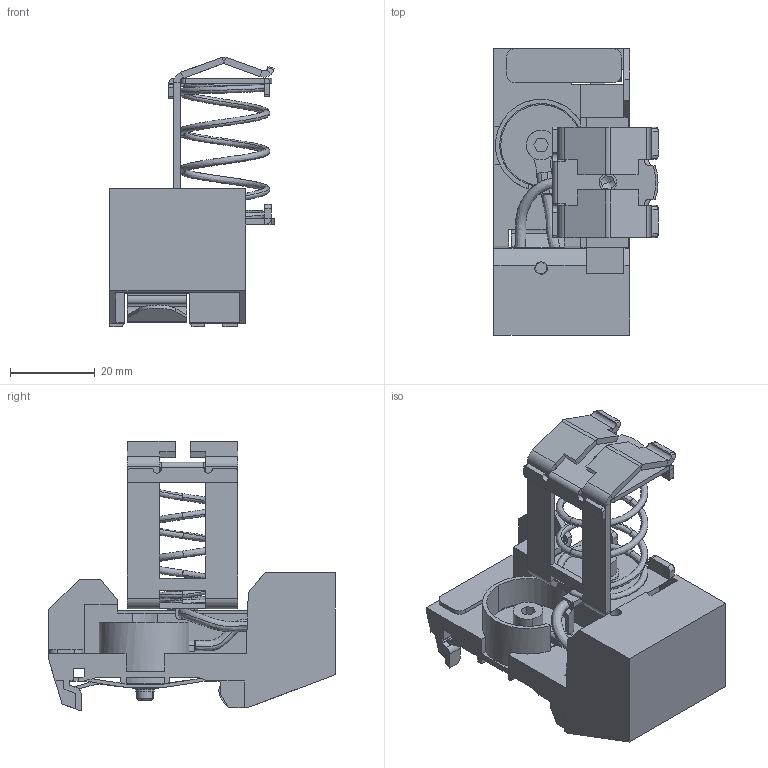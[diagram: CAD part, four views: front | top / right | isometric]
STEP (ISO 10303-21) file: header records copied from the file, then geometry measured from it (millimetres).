
FILE_DESCRIPTION(('CATIA V5 STEP Exchange','CAx-IF Rec.Pracs.--- Model Styling and Organization---1.5--- 2016-08-15','CAx-IF Rec.Pracs.---Supplemental Geometry---1.0---2011-11-01','CAx-IF Rec.Pracs.--- Composite Materials ---1.1---2010-07-15'),'2;1');
FILE_NAME ('5961411_2', '2025-09-22T06:30:58+00:00', ('none'), ('Weidmueller'), 'CATIA Version 5-6 Release 2024 SP4', 'CATIA V5 STEP AP214 v3', 'none');
FILE_SCHEMA(('AUTOMOTIVE_DESIGN { 1 0 10303 214 1 1 1 1 }'));
Length unit declared in the file: millimetre
Products named in the file (1): v5-standard_part
Bounding box: 38.67 x 67.47 x 63.56 mm (x, y, z)
Volume: 22877.7 mm3; surface area: 27457 mm2
Topology: 17 solids, 17 shells, 748 faces, 2003 edges, 1297 vertices
Faces by surface type: plane 476, cylinder 214, bspline 28, cone 16, sphere 8, torus 6
Entity records: 25070 total; most frequent: CARTESIAN_POINT 8068, ORIENTED_EDGE 4002, DIRECTION 2667, EDGE_CURVE 2001, VECTOR 1337, LINE 1337, VERTEX_POINT 1297, AXIS2_PLACEMENT_3D 882
